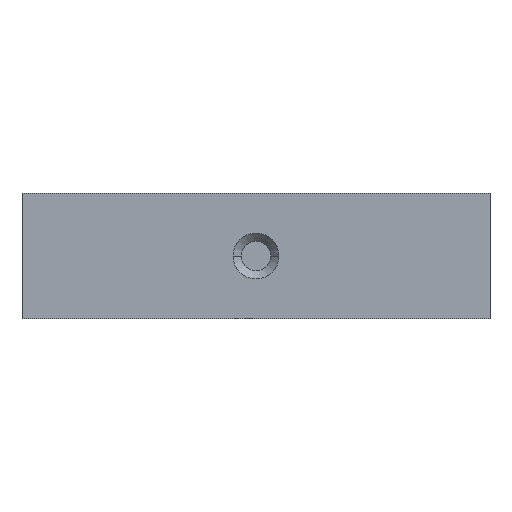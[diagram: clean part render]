
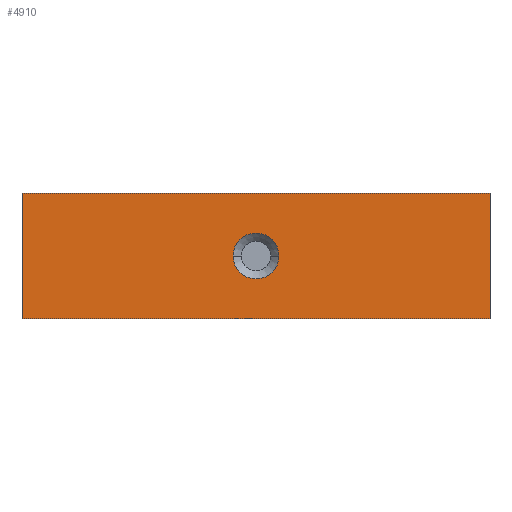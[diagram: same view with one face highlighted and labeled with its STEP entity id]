
A CAD part, left-side view. The second image highlights one B-rep face of the part: STEP entity #4910.
In plain terms, the highlighted planar face has unit normal (-1, 0, 0).
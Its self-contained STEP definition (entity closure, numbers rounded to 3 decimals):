
#236=DIRECTION('',(0.,-1.,0.));
#237=VECTOR('',#236,56.);
#238=CARTESIAN_POINT('',(-20.,28.,0.));
#239=LINE('',#238,#237);
#962=DIRECTION('',(0.,0.,-1.));
#963=VECTOR('',#962,15.);
#964=CARTESIAN_POINT('',(-20.,28.,0.));
#965=LINE('',#964,#963);
#966=CARTESIAN_POINT('',(-20.,0.,-7.5));
#967=DIRECTION('',(-1.,0.,0.));
#968=DIRECTION('',(0.,1.,0.));
#969=AXIS2_PLACEMENT_3D('',#966,#967,#968);
#971=CARTESIAN_POINT('',(-20.,0.,-7.5));
#972=DIRECTION('',(-1.,0.,0.));
#973=DIRECTION('',(0.,-1.,0.));
#974=AXIS2_PLACEMENT_3D('',#971,#972,#973);
#984=DIRECTION('',(0.,0.,-1.));
#985=VECTOR('',#984,15.);
#986=CARTESIAN_POINT('',(-20.,-28.,0.));
#987=LINE('',#986,#985);
#2101=DIRECTION('',(0.,-1.,0.));
#2102=VECTOR('',#2101,56.);
#2103=CARTESIAN_POINT('',(-20.,28.,-15.));
#2104=LINE('',#2103,#2102);
#3392=CARTESIAN_POINT('',(-20.,28.,-15.));
#3393=CARTESIAN_POINT('',(-20.,-28.,-15.));
#3394=VERTEX_POINT('',#3392);
#3395=VERTEX_POINT('',#3393);
#3396=CARTESIAN_POINT('',(-20.,28.,0.));
#3397=VERTEX_POINT('',#3396);
#3398=CARTESIAN_POINT('',(-20.,-28.,0.));
#3399=VERTEX_POINT('',#3398);
#4153=CARTESIAN_POINT('',(-20.,2.75,-7.5));
#4154=CARTESIAN_POINT('',(-20.,-2.75,-7.5));
#4155=VERTEX_POINT('',#4153);
#4156=VERTEX_POINT('',#4154);
#4891=CARTESIAN_POINT('',(-20.,28.,0.));
#4892=DIRECTION('',(1.,0.,0.));
#4893=DIRECTION('',(0.,-1.,0.));
#4894=AXIS2_PLACEMENT_3D('',#4891,#4892,#4893);
#4895=PLANE('',#4894);
#4896=ORIENTED_EDGE('',*,*,#4170,.T.);
#4898=ORIENTED_EDGE('',*,*,#4897,.T.);
#4900=ORIENTED_EDGE('',*,*,#4899,.F.);
#4902=ORIENTED_EDGE('',*,*,#4901,.F.);
#4903=EDGE_LOOP('',(#4896,#4898,#4900,#4902));
#4904=FACE_OUTER_BOUND('',#4903,.F.);
#4905=ORIENTED_EDGE('',*,*,#4881,.T.);
#4907=ORIENTED_EDGE('',*,*,#4906,.T.);
#4908=EDGE_LOOP('',(#4905,#4907));
#4909=FACE_BOUND('',#4908,.F.);
#4910=ADVANCED_FACE('',(#4904,#4909),#4895,.F.);
#970=CIRCLE('',#969,2.75);
#975=CIRCLE('',#974,2.75);
#4170=EDGE_CURVE('',#3397,#3399,#239,.T.);
#4881=EDGE_CURVE('',#4155,#4156,#970,.T.);
#4897=EDGE_CURVE('',#3399,#3395,#987,.T.);
#4899=EDGE_CURVE('',#3394,#3395,#2104,.T.);
#4901=EDGE_CURVE('',#3397,#3394,#965,.T.);
#4906=EDGE_CURVE('',#4156,#4155,#975,.T.);
